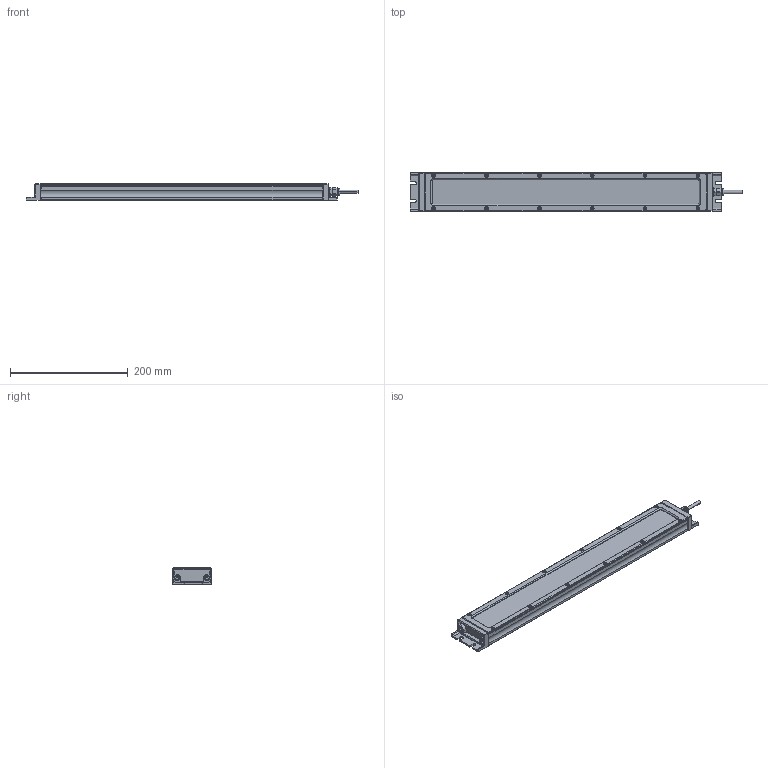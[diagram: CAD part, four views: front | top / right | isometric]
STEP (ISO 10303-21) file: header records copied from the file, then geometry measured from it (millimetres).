
FILE_DESCRIPTION((''),'2;1');
FILE_NAME('NLE26 SERIES.stp','2023-11-28T16:55:06',(''),(''),'Mechanical Desktop 2011','Mechanical Desktop 2011',', , ');
FILE_SCHEMA(('CONFIG_CONTROL_DESIGN'));
Length unit declared in the file: millimetre
Products named in the file (1): Product
Bounding box: 565 x 65.07 x 27.5 mm (x, y, z)
Volume: 763230.3 mm3; surface area: 163468.1 mm2
Topology: 24 solids, 24 shells, 984 faces, 2544 edges, 1631 vertices
Faces by surface type: bspline 348, plane 317, cylinder 204, cone 90, torus 19, sphere 6
Full cylindrical faces by diameter (mm): 9.865 x9, 11.489 x8
Entity records: 36914 total; most frequent: CARTESIAN_POINT 14191, ORIENTED_EDGE 5076, DIRECTION 4235, EDGE_CURVE 2538, VERTEX_POINT 1631, AXIS2_PLACEMENT_3D 1461, VECTOR 1313, LINE 1313
